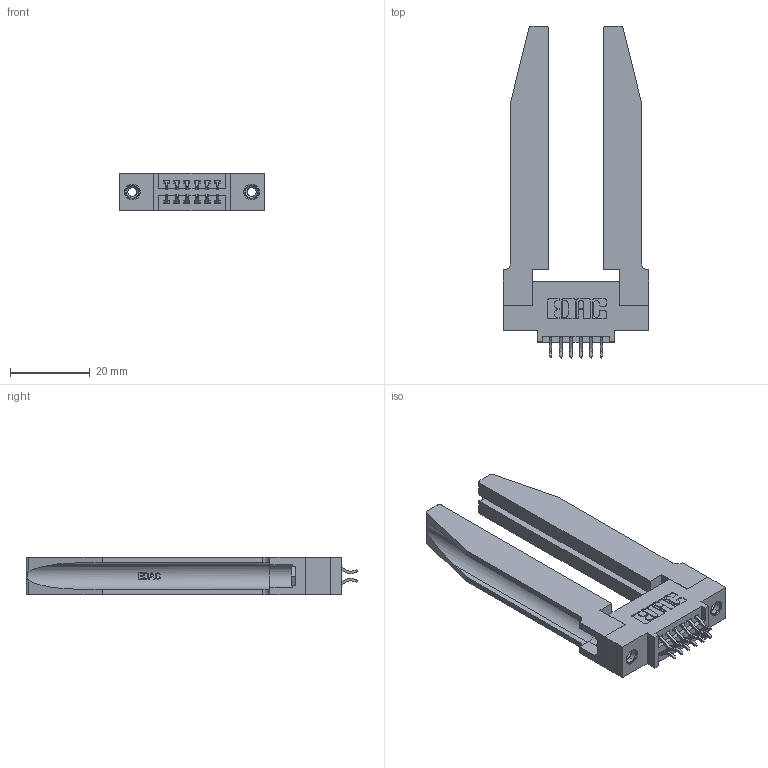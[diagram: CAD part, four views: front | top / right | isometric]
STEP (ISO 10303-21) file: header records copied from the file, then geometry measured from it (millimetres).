
FILE_DESCRIPTION (( 'STEP AP203' ), '1' );
FILE_NAME ('345-012-556-578.STEP', '2019-10-26T16:49:02', ( '' ), ( '' ), 'SwSTEP 2.0', 'SolidWorks 2016', '' );
FILE_SCHEMA (( 'CONFIG_CONTROL_DESIGN' ));
Length unit declared in the file: inch
Products named in the file (5): 345-250-001_345-250-001-102; 345-292-001_556 Tail; 345 Part_0.110 Offset - 0.156 Dia-TH; 345-012-556-578; 345-220-078_345-220-078
Assembly tree (17 placements, depth 2):
  345-012-556-578
    345 Part_0.110 Offset - 0.156 Dia-TH
    345-292-001_556 Tail  x12
    345-250-001_345-250-001-102  x2
    345-220-078_345-220-078  x2
Bounding box: 36.47 x 82.99 x 9.4 mm (x, y, z)
Volume: 10905.6 mm3; surface area: 10857.8 mm2
Topology: 17 solids, 17 shells, 1036 faces, 2965 edges, 1950 vertices
Faces by surface type: plane 670, cylinder 314, bspline 36, cone 12, torus 4
Entity records: 14646 total; most frequent: CARTESIAN_POINT 3423, ORIENTED_EDGE 2242, DIRECTION 2043, EDGE_CURVE 1121, LINE 863, VECTOR 863, VERTEX_POINT 740, AXIS2_PLACEMENT_3D 590
